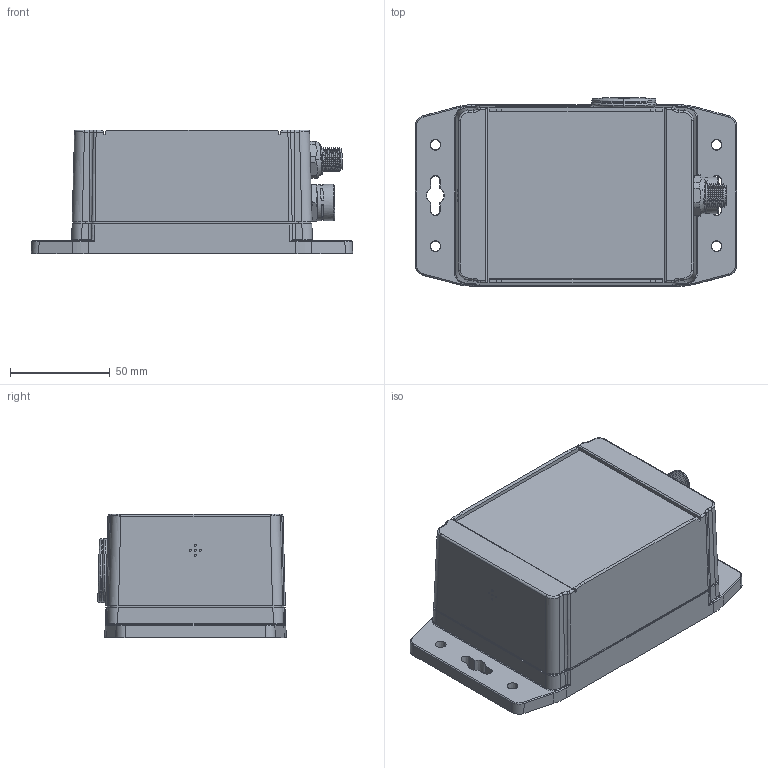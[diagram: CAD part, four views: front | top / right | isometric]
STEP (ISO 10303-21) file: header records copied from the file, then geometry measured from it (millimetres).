
FILE_DESCRIPTION((''),'2;1');
FILE_NAME('167995_ASM','2012-09-27T',('banengservice'),('BANNER ENGINEERING'),'PRO/ENGINEER BY PARAMETRIC TECHNOLOGY CORPORATION, 2009141','PRO/ENGINEER BY PARAMETRIC TECHNOLOGY CORPORATION, 2009141','');
FILE_SCHEMA(('CONFIG_CONTROL_DESIGN'));
Length unit declared in the file: millimetre
Products named in the file (19): 153880_BOX_AF2; 153880_LID; M5X25SHCS; 154036_AF0_ASM; 153880_BOX_AF3; 162414_AF0_ASM; 154425_AF0; 41089; 140519_NUT; 154425_AF1_ASM; 156363; 111499_O_RING; BD_156364; 58889; 60143; 35994; 40199; BD_154417; 167995_ASM
Assembly tree (27 placements, depth 3):
  167995_ASM
    154036_AF0_ASM
      153880_BOX_AF2
      153880_LID
      M5X25SHCS  x4
    162414_AF0_ASM
      153880_BOX_AF3
      153880_LID
      M5X25SHCS  x4
    154425_AF1_ASM
      154425_AF0
      41089
      140519_NUT
    156363
    111499_O_RING
    BD_156364
    58889
    60143
    35994  x2
    40199
    BD_154417
Bounding box: 160.79 x 94.3 x 62 mm (x, y, z)
Volume: 349270.8 mm3; surface area: 251561.2 mm2
Topology: 29 solids, 39 shells, 3101 faces, 8285 edges, 5381 vertices
Faces by surface type: plane 1297, cylinder 717, cone 510, extrusion 216, torus 166, bspline 99, sphere 96
Entity records: 70926 total; most frequent: CARTESIAN_POINT 20390, ORIENTED_EDGE 10548, DIRECTION 10309, EDGE_CURVE 5294, AXIS2_PLACEMENT_3D 3771, VERTEX_POINT 3482, VECTOR 2767, LINE 2646
